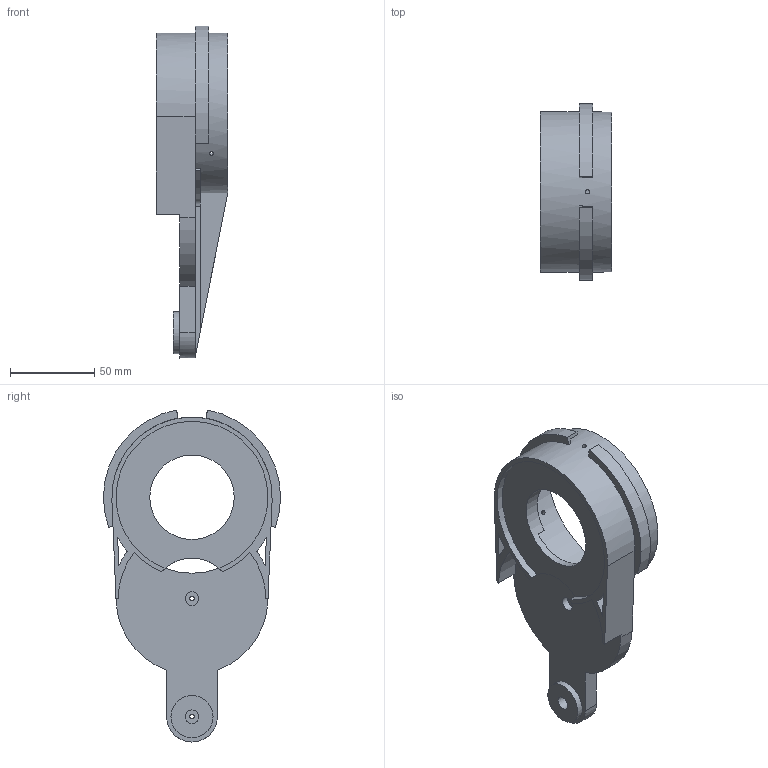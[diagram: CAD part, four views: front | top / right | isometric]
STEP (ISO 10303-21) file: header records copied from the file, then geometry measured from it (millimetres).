
FILE_DESCRIPTION(/* description */ ('','CAx-IF Rec.Pracs.---Representation and Presentation of Product Manufacturing Information (PMI)---4.0---2014-10-13'),/* implementation_level */ '2;1');
FILE_NAME(/* name */ 'Overall Case 2.step',/* time_stamp */ '2024-12-09T07:41:51+09:00',/* author */ (''),/* organization */ (''),/* preprocessor_version */ 'ST-DEVELOPER v20',/* originating_system */ 'Autodesk Translation Framework v13.20.0.188',/* authorisation */ '');
FILE_SCHEMA (('AP242_MANAGED_MODEL_BASED_3D_ENGINEERING_MIM_LF { 1 0 10303 442 1 1 4 }'));
Length unit declared in the file: millimetre
Products named in the file (1): 8_fin_case2
Bounding box: 42.3 x 105 x 196.7 mm (x, y, z)
Volume: 141681.2 mm3; surface area: 58409.4 mm2
Topology: 1 solids, 1 shells, 89 faces, 252 edges, 166 vertices
Faces by surface type: plane 51, cylinder 38
Full cylindrical faces by diameter (mm): 2.529 x5, 6 x2, 8 x1, 8.2 x1, 25 x1, 50 x1, 90 x1
Entity records: 3168 total; most frequent: CARTESIAN_POINT 712, DIRECTION 514, ORIENTED_EDGE 504, EDGE_CURVE 252, AXIS2_PLACEMENT_3D 184, VERTEX_POINT 166, LINE 146, VECTOR 146
